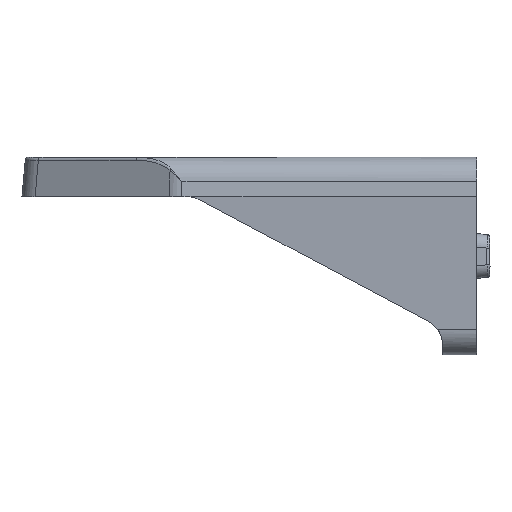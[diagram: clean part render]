
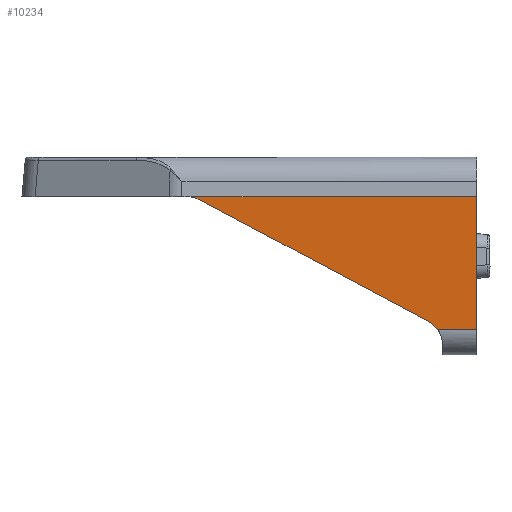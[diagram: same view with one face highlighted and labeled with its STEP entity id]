
A CAD part, left-side view. The second image highlights one B-rep face of the part: STEP entity #10234.
In plain terms, the highlighted planar face has unit normal (-0.999, 0.035, -0.035).
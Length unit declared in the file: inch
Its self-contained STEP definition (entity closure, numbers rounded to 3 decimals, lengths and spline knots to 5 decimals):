
#60 = EDGE_CURVE ( 'NONE', #401, #3013, #1486, .T. ) ;
#111 = EDGE_LOOP ( 'NONE', ( #4169, #6628, #8859, #7447, #10208, #3643, #9808, #2132, #1192, #6535, #9532 ) ) ;
#114 = VERTEX_POINT ( 'NONE', #5819 ) ;
#139 = EDGE_CURVE ( 'NONE', #2928, #7361, #2502, .T. ) ;
#219 = CARTESIAN_POINT ( 'NONE',  ( -1.19091, 0.03772, -0.11811 ) ) ;
#401 = VERTEX_POINT ( 'NONE', #2982 ) ;
#511 = CARTESIAN_POINT ( 'NONE',  ( -1.19124, 0.02038, -0.12733 ) ) ;
#753 = VECTOR ( 'NONE', #9363, 39.37008 ) ;
#893 = EDGE_CURVE ( 'NONE', #7553, #7429, #4814, .T. ) ;
#1118 = FACE_OUTER_BOUND ( 'NONE', #111, .T. ) ;
#1192 = ORIENTED_EDGE ( 'NONE', *, *, #893, .T. ) ;
#1257 = LINE ( 'NONE', #11298, #9633 ) ;
#1344 = CARTESIAN_POINT ( 'NONE',  ( -1.21634, -0.68898, -0.11816 ) ) ;
#1431 = CARTESIAN_POINT ( 'NONE',  ( -1.21521, -0.80709, -0.26894 ) ) ;
#1486 = LINE ( 'NONE', #2920, #753 ) ;
#1508 = EDGE_CURVE ( 'NONE', #5621, #401, #1257, .T. ) ;
#1637 = DIRECTION ( 'NONE',  ( 0.035, 0., -0.999 ) ) ;
#1648 = CARTESIAN_POINT ( 'NONE',  ( -1.20242, -0.66259, -0.49047 ) ) ;
#1660 = LINE ( 'NONE', #10865, #8570 ) ;
#1735 = CARTESIAN_POINT ( 'NONE',  ( -1.19124, 0.02038, -0.12733 ) ) ;
#1759 = EDGE_CURVE ( 'NONE', #3013, #7054, #3432, .T. ) ;
#2132 = ORIENTED_EDGE ( 'NONE', *, *, #6936, .T. ) ;
#2133 = VECTOR ( 'NONE', #11592, 39.37008 ) ;
#2145 = CARTESIAN_POINT ( 'NONE',  ( -1.22459, -0.80709, -0.00007 ) ) ;
#2199 = CARTESIAN_POINT ( 'NONE',  ( -1.19098, 0.03627, -0.11888 ) ) ;
#2336 = VECTOR ( 'NONE', #4014, 39.37008 ) ;
#2397 = DIRECTION ( 'NONE',  ( -0.035, 0., 0.999 ) ) ;
#2502 = LINE ( 'NONE', #511, #6670 ) ;
#2920 = CARTESIAN_POINT ( 'NONE',  ( -1.20663, -0.80709, -0.51456 ) ) ;
#2928 = VERTEX_POINT ( 'NONE', #1735 ) ;
#2982 = CARTESIAN_POINT ( 'NONE',  ( -1.20663, -0.80709, -0.51456 ) ) ;
#3008 = B_SPLINE_CURVE_WITH_KNOTS ( 'NONE', 3,
 ( #10186, #3703, #3666, #8273 ),
 .UNSPECIFIED., .F., .F.,
 ( 4, 4 ),
 ( 0., 1. ),
 .UNSPECIFIED. ) ;
#3013 = VERTEX_POINT ( 'NONE', #4776 ) ;
#3432 = LINE ( 'NONE', #10825, #3714 ) ;
#3643 = ORIENTED_EDGE ( 'NONE', *, *, #9144, .F. ) ;
#3666 = CARTESIAN_POINT ( 'NONE',  ( -1.1911, 0.02852, -0.123 ) ) ;
#3703 = CARTESIAN_POINT ( 'NONE',  ( -1.1909, 0.03716, -0.12019 ) ) ;
#3714 = VECTOR ( 'NONE', #2397, 39.37008 ) ;
#4014 = DIRECTION ( 'NONE',  ( -0.014, -0.883, -0.469 ) ) ;
#4040 = EDGE_CURVE ( 'NONE', #114, #7386, #1660, .T. ) ;
#4134 = CARTESIAN_POINT ( 'NONE',  ( -1.19942, -0.20451, -0.11811 ) ) ;
#4169 = ORIENTED_EDGE ( 'NONE', *, *, #139, .T. ) ;
#4428 = CARTESIAN_POINT ( 'NONE',  ( -1.20253, -0.68993, -0.51456 ) ) ;
#4466 = CARTESIAN_POINT ( 'NONE',  ( -1.20264, -0.68272, -0.50436 ) ) ;
#4543 = CARTESIAN_POINT ( 'NONE',  ( -1.20242, -0.66259, -0.49047 ) ) ;
#4776 = CARTESIAN_POINT ( 'NONE',  ( -1.21327, -0.80709, -0.32435 ) ) ;
#4814 = LINE ( 'NONE', #9543, #2336 ) ;
#5003 = DIRECTION ( 'NONE',  ( -0.999, 0.035, -0.035 ) ) ;
#5196 = DIRECTION ( 'NONE',  ( -0.014, -0.883, -0.469 ) ) ;
#5218 = VECTOR ( 'NONE', #1637, 39.37008 ) ;
#5621 = VERTEX_POINT ( 'NONE', #8276 ) ;
#5819 = CARTESIAN_POINT ( 'NONE',  ( -1.22047, -0.80709, -0.11811 ) ) ;
#5861 = DIRECTION ( 'NONE',  ( -0.035, -0.999, 0. ) ) ;
#6316 = CARTESIAN_POINT ( 'NONE',  ( -1.21634, -0.68898, -0.11816 ) ) ;
#6535 = ORIENTED_EDGE ( 'NONE', *, *, #11561, .T. ) ;
#6628 = ORIENTED_EDGE ( 'NONE', *, *, #10399, .T. ) ;
#6670 = VECTOR ( 'NONE', #5196, 39.37008 ) ;
#6936 = EDGE_CURVE ( 'NONE', #7386, #7553, #7935, .T. ) ;
#7045 = LINE ( 'NONE', #2199, #2133 ) ;
#7054 = VERTEX_POINT ( 'NONE', #1431 ) ;
#7101 = CARTESIAN_POINT ( 'NONE',  ( -1.2026, -0.67361, -0.49633 ) ) ;
#7178 = VERTEX_POINT ( 'NONE', #8654 ) ;
#7361 = VERTEX_POINT ( 'NONE', #1648 ) ;
#7386 = VERTEX_POINT ( 'NONE', #6316 ) ;
#7429 = VERTEX_POINT ( 'NONE', #11075 ) ;
#7447 = ORIENTED_EDGE ( 'NONE', *, *, #60, .T. ) ;
#7553 = VERTEX_POINT ( 'NONE', #219 ) ;
#7646 = PLANE ( 'NONE',  #11178 ) ;
#7732 = CARTESIAN_POINT ( 'NONE',  ( -1.19091, 0.03772, -0.11811 ) ) ;
#7935 = B_SPLINE_CURVE_WITH_KNOTS ( 'NONE', 3,
 ( #1344, #9576, #4134, #7732 ),
 .UNSPECIFIED., .F., .F.,
 ( 4, 4 ),
 ( 0., 1. ),
 .UNSPECIFIED. ) ;
#8273 = CARTESIAN_POINT ( 'NONE',  ( -1.19124, 0.02038, -0.12733 ) ) ;
#8276 = CARTESIAN_POINT ( 'NONE',  ( -1.20253, -0.68993, -0.51456 ) ) ;
#8534 = B_SPLINE_CURVE_WITH_KNOTS ( 'NONE', 3,
 ( #4543, #7101, #4466, #4428 ),
 .UNSPECIFIED., .F., .F.,
 ( 4, 4 ),
 ( 0., 1. ),
 .UNSPECIFIED. ) ;
#8570 = VECTOR ( 'NONE', #9945, 39.37008 ) ;
#8654 = CARTESIAN_POINT ( 'NONE',  ( -1.19063, 0.04628, -0.11889 ) ) ;
#8859 = ORIENTED_EDGE ( 'NONE', *, *, #1508, .T. ) ;
#9144 = EDGE_CURVE ( 'NONE', #114, #7054, #10816, .T. ) ;
#9363 = DIRECTION ( 'NONE',  ( -0.035, 0., 0.999 ) ) ;
#9532 = ORIENTED_EDGE ( 'NONE', *, *, #10824, .T. ) ;
#9543 = CARTESIAN_POINT ( 'NONE',  ( -1.19095, 0.03772, -0.11811 ) ) ;
#9576 = CARTESIAN_POINT ( 'NONE',  ( -1.20788, -0.44674, -0.11811 ) ) ;
#9633 = VECTOR ( 'NONE', #10490, 39.37008 ) ;
#9808 = ORIENTED_EDGE ( 'NONE', *, *, #4040, .T. ) ;
#9945 = DIRECTION ( 'NONE',  ( 0.035, 0.999, -0.001 ) ) ;
#10186 = CARTESIAN_POINT ( 'NONE',  ( -1.19063, 0.04628, -0.11889 ) ) ;
#10208 = ORIENTED_EDGE ( 'NONE', *, *, #1759, .T. ) ;
#10234 = ADVANCED_FACE ( 'NONE', ( #1118 ), #7646, .T. ) ;
#10399 = EDGE_CURVE ( 'NONE', #7361, #5621, #8534, .T. ) ;
#10490 = DIRECTION ( 'NONE',  ( -0.035, -0.999, 0. ) ) ;
#10816 = LINE ( 'NONE', #11711, #5218 ) ;
#10824 = EDGE_CURVE ( 'NONE', #7178, #2928, #3008, .T. ) ;
#10825 = CARTESIAN_POINT ( 'NONE',  ( -1.21327, -0.80709, -0.32435 ) ) ;
#10865 = CARTESIAN_POINT ( 'NONE',  ( -1.22047, -0.80709, -0.11811 ) ) ;
#11075 = CARTESIAN_POINT ( 'NONE',  ( -1.19098, 0.03627, -0.11888 ) ) ;
#11178 = AXIS2_PLACEMENT_3D ( 'NONE', #2145, #5003, #5861 ) ;
#11298 = CARTESIAN_POINT ( 'NONE',  ( -1.20665, -0.80771, -0.51456 ) ) ;
#11561 = EDGE_CURVE ( 'NONE', #7429, #7178, #7045, .T. ) ;
#11592 = DIRECTION ( 'NONE',  ( 0.035, 0.999, -0.001 ) ) ;
#11711 = CARTESIAN_POINT ( 'NONE',  ( -1.22047, -0.80709, -0.11811 ) ) ;
